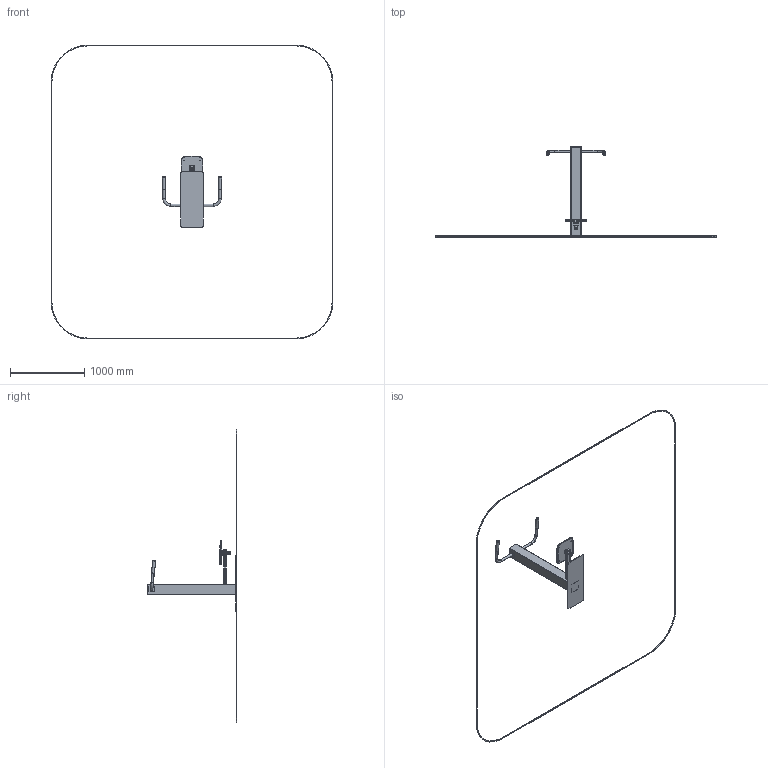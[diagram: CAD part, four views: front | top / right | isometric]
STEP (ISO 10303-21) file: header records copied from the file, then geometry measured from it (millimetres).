
FILE_DESCRIPTION(('STEP AP214'), '1');
FILE_NAME('óëè÷íûé òðåíàæåð_Òâèñòåð', '', ('UNSPECIFIED'), ('UNSPECIFIED'), 'C3D Converter', 'C3D Toolkit', '');
FILE_SCHEMA(('AUTOMOTIVE_DESIGN { 1 0 10303 214 3 1 1}'));
Length unit declared in the file: millimetre
Products named in the file (31): УТ-18.00.00.00; УТ-18.00.01.00; УТ-10.00.02.04; УТ-18.00.01.04; УТ-18.00.01.05; УТ-18.00.01.01; УТ-18.00.01.02; НФ-00002187; УТ-18.01.00.00; УТ-18.01.01.00; УТ-18.01.01.01; УТ-18.01.01.02; УТ-18.02.00.00; УТ-18.02.01.00; УТ-18.03.00.00; УТ-18Н.1.14.02.01.00; ФК-03.03; УТН-03Г.00.00.01
Assembly tree (46 placements, depth 4):
  УТ-18.00.00.00
    УТ-18.00.01.00
      УТ-10.00.02.04
      УТ-18.00.01.04
      УТ-18.00.01.05
      УТ-18.00.01.01
      УТ-18.00.01.02
    (unnamed)
    НФ-00002187
    УТ-18.01.00.00
      УТ-18.01.01.00
        УТ-18.01.01.01
        УТ-18.01.01.02
      (unnamed)
    УТ-18.02.00.00
      (unnamed)
      УТ-18.02.01.00
        УТ-18.01.01.01
        УТ-18.01.01.02
    УТ-18.03.00.00
      УТ-18Н.1.14.02.01.00
        (unnamed)
        (unnamed)
      (unnamed)
    (unnamed)
      ФК-03.03  x6
      (unnamed)  x2
      (unnamed)  x3
    (unnamed)  x6
      (unnamed)
      (unnamed)
      (unnamed)
    (unnamed)
    УТН-03Г.00.00.01
Bounding box: 3796 x 1212 x 3957.5 mm (x, y, z)
Volume: 8873688.5 mm3; surface area: 3369478.6 mm2
Topology: 19 solids, 19 shells, 428 faces, 1073 edges, 698 vertices
Faces by surface type: plane 239, cylinder 150, torus 27, cone 8, bspline 4
Full cylindrical faces by diameter (mm): 5 x2, 7 x4, 10 x1, 12 x1, 18 x1, 27.6 x4, 28 x1, 29 x1, 30 x2, 31 x1, 32 x2, 34 x6, 37 x2, 40 x3, 43 x2, 44 x2, 48 x1, 55 x1, 65 x1
Entity records: 18521 total; most frequent: CARTESIAN_POINT 3526, DIRECTION 2247, ORIENTED_EDGE 1954, EDGE_CURVE 977, AXIS2_PLACEMENT_3D 796, VERTEX_POINT 664, LINE 655, VECTOR 655
